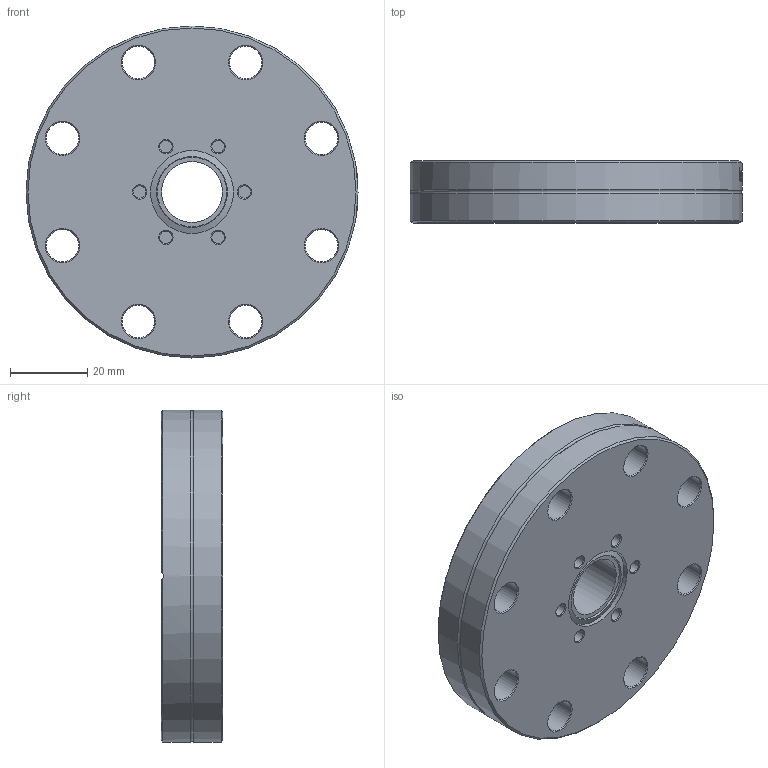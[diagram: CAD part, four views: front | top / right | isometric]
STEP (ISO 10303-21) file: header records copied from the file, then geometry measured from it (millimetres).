
FILE_DESCRIPTION(/* description */ (''),/* implementation_level */ '2;1');
FILE_NAME(/* name */ 'FL-Z50-16.stp',/* time_stamp */ '2023-01-18T09:55:04Z',/* author */ ('Paul'),/* organization */ (''),/* preprocessor_version */ 'ST-DEVELOPER v19.2',/* originating_system */ 'Autodesk Inventor 2023',/* authorisation */ '');
FILE_SCHEMA (('AUTOMOTIVE_DESIGN { 1 0 10303 214 3 1 1 }'));
Length unit declared in the file: millimetre
Products named in the file (1): FL-Z50-16
Bounding box: 85.7 x 16 x 85.7 mm (x, y, z)
Volume: 77980.1 mm3; surface area: 19630 mm2
Topology: 1 solids, 1 shells, 153 faces, 399 edges, 262 vertices
Faces by surface type: plane 53, bspline 41, cone 29, cylinder 29, torus 1
Full cylindrical faces by diameter (mm): 3.242 x6, 8.4 x8, 15.7 x1, 21.4 x1, 61.72 x1, 85.7 x2
Entity records: 6236 total; most frequent: CARTESIAN_POINT 2553, ORIENTED_EDGE 798, DIRECTION 682, EDGE_CURVE 399, VERTEX_POINT 262, AXIS2_PLACEMENT_3D 262, EDGE_LOOP 185, LINE 158
